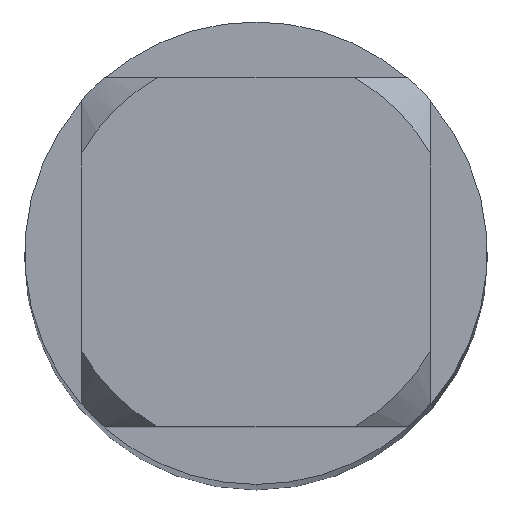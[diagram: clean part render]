
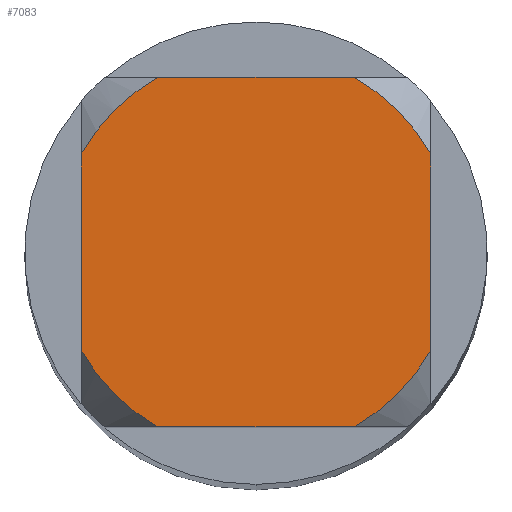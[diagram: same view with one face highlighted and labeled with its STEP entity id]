
A CAD part, top view. The second image highlights one B-rep face of the part: STEP entity #7083.
In plain terms, the highlighted planar face has unit normal (0, 0, 1).
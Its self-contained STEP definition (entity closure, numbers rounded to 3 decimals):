
#5079=VERTEX_POINT('',#13003);
#5209=EDGE_CURVE('',#6101,#7889,#13146,.T.);
#5481=EDGE_CURVE('',#10703,#7889,#13443,.T.);
#6101=VERTEX_POINT('',#14116);
#6363=VERTEX_POINT('',#14399);
#7083=ADVANCED_FACE('',(#15186),#15187,.T.);
#7229=VERTEX_POINT('',#15344);
#7889=VERTEX_POINT('',#16068);
#9207=EDGE_CURVE('',#6101,#9851,#17485,.T.);
#9851=VERTEX_POINT('',#18182);
#9937=EDGE_CURVE('',#10703,#7229,#18272,.T.);
#10015=EDGE_CURVE('',#11345,#7229,#18357,.T.);
#10309=EDGE_CURVE('',#11345,#6363,#18679,.T.);
#10447=EDGE_CURVE('',#5079,#9851,#18827,.T.);
#10685=EDGE_CURVE('',#5079,#6363,#19084,.T.);
#10703=VERTEX_POINT('',#19104);
#11345=VERTEX_POINT('',#19812);
#13003=CARTESIAN_POINT('',(0.955,1.7,0.0));
#13146=CIRCLE('',#22685,1.95);
#13443=LINE('',#23263,#23264);
#14116=CARTESIAN_POINT('',(1.7,-0.955,0.0));
#14399=CARTESIAN_POINT('',(-0.955,1.7,0.0));
#15186=FACE_OUTER_BOUND('',#26362,.T.);
#15187=PLANE('',#26363);
#15344=CARTESIAN_POINT('',(-1.7,-0.955,0.0));
#16068=CARTESIAN_POINT('',(0.955,-1.7,0.0));
#17485=LINE('',#30643,#30644);
#18182=CARTESIAN_POINT('',(1.7,0.955,0.0));
#18272=CIRCLE('',#32081,1.95);
#18357=LINE('',#32221,#32222);
#18679=CIRCLE('',#32779,1.95);
#18827=CIRCLE('',#33036,1.95);
#19084=LINE('',#33545,#33546);
#19104=CARTESIAN_POINT('',(-0.955,-1.7,0.0));
#19812=CARTESIAN_POINT('',(-1.7,0.955,0.0));
#22685=AXIS2_PLACEMENT_3D('',#37048,#37049,#37050);
#23263=CARTESIAN_POINT('',(0.0,-1.7,0.0));
#23264=VECTOR('',#37353,1.0);
#26362=EDGE_LOOP('',(#39136,#39137,#39138,#39139,#39140,#39141,#39142,#39143));
#26363=AXIS2_PLACEMENT_3D('',#39144,#39145,#39146);
#30643=CARTESIAN_POINT('',(1.7,0.488,0.0));
#30644=VECTOR('',#41807,1.0);
#32081=AXIS2_PLACEMENT_3D('',#42578,#42579,#42580);
#32221=CARTESIAN_POINT('',(-1.7,0.488,0.0));
#32222=VECTOR('',#42670,1.0);
#32779=AXIS2_PLACEMENT_3D('',#43030,#43031,#43032);
#33036=AXIS2_PLACEMENT_3D('',#43175,#43176,#43177);
#33545=CARTESIAN_POINT('',(0.0,1.7,0.0));
#33546=VECTOR('',#43418,1.0);
#37048=CARTESIAN_POINT('',(0.0,0.0,0.0));
#37049=DIRECTION('',(0.0,0.0,-1.0));
#37050=DIRECTION('',(0.0,1.0,0.0));
#37353=DIRECTION('',(1.0,0.0,0.0));
#39136=ORIENTED_EDGE('',*,*,#10015,.T.);
#39137=ORIENTED_EDGE('',*,*,#9937,.F.);
#39138=ORIENTED_EDGE('',*,*,#5481,.T.);
#39139=ORIENTED_EDGE('',*,*,#5209,.F.);
#39140=ORIENTED_EDGE('',*,*,#9207,.T.);
#39141=ORIENTED_EDGE('',*,*,#10447,.F.);
#39142=ORIENTED_EDGE('',*,*,#10685,.T.);
#39143=ORIENTED_EDGE('',*,*,#10309,.F.);
#39144=CARTESIAN_POINT('',(0.0,0.975,0.0));
#39145=DIRECTION('',(-0.0,0.0,1.0));
#39146=DIRECTION('',(0.0,-1.0,0.0));
#41807=DIRECTION('',(-0.0,1.0,0.0));
#42578=CARTESIAN_POINT('',(0.0,0.0,0.0));
#42579=DIRECTION('',(0.0,0.0,-1.0));
#42580=DIRECTION('',(0.0,1.0,0.0));
#42670=DIRECTION('',(-0.0,-1.0,0.0));
#43030=CARTESIAN_POINT('',(0.0,0.0,0.0));
#43031=DIRECTION('',(0.0,0.0,-1.0));
#43032=DIRECTION('',(0.0,1.0,0.0));
#43175=CARTESIAN_POINT('',(0.0,0.0,0.0));
#43176=DIRECTION('',(0.0,0.0,-1.0));
#43177=DIRECTION('',(0.0,1.0,0.0));
#43418=DIRECTION('',(-1.0,0.0,0.0));
